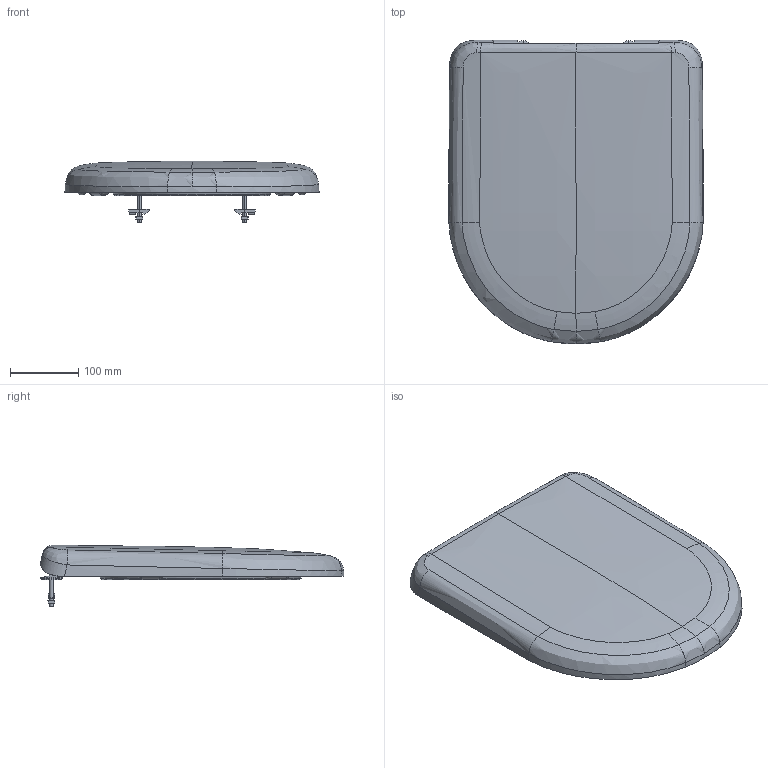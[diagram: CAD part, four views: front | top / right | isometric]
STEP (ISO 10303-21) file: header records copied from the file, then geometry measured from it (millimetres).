
FILE_DESCRIPTION(/* description */ (''),/* implementation_level */ '2;1');
FILE_NAME(/* name */ '8M81S1.stp',/* time_stamp */ '2025-05-27T10:10:18+02:00',/* author */ (''),/* organization */ (''),/* preprocessor_version */ 'ST-DEVELOPER v18.1',/* originating_system */ 'SIEMENS PLM Software NX 1973',/* authorisation */ '');
FILE_SCHEMA (('AUTOMOTIVE_DESIGN { 1 0 10303 214 3 1 1 1 }'));
Products named in the file (1): Muel3A00D1EDwl92
Bounding box: 373.19 x 445.45 x 90.42 mm (x, y, z)
Volume: 1760278.5 mm3; surface area: 595290.6 mm2
Topology: 14 solids, 14 shells, 640 faces, 1538 edges, 922 vertices
Faces by surface type: bspline 266, cylinder 130, plane 122, cone 60, torus 44, sphere 16, extrusion 2
Entity records: 58741 total; most frequent: CARTESIAN_POINT 45569, ORIENTED_EDGE 3048, DIRECTION 2305, EDGE_CURVE 1524, AXIS2_PLACEMENT_3D 952, VERTEX_POINT 921, EDGE_LOOP 663, ADVANCED_FACE 640
